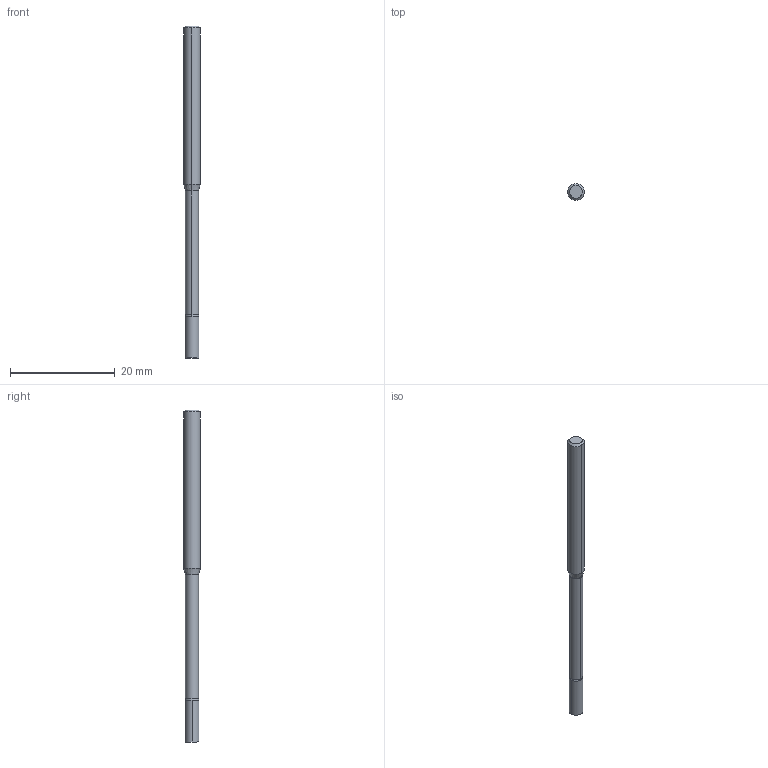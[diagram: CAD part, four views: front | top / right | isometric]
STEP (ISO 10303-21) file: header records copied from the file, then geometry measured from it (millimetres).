
FILE_DESCRIPTION (( 'STEP AP203' ), '1' );
FILE_NAME ('04318.STEP', '2024-03-08T23:07:44', ( '' ), ( '' ), 'SwSTEP 2.0', 'SolidWorks 2023', '' );
FILE_SCHEMA (( 'CONFIG_CONTROL_DESIGN' ));
Length unit declared in the file: inch
Products named in the file (1): 04318
Bounding box: 3.17 x 3.17 x 63.5 mm (x, y, z)
Volume: 410 mm3; surface area: 591.8 mm2
Topology: 2 solids, 2 shells, 18 faces, 32 edges, 18 vertices
Faces by surface type: cylinder 6, plane 4, torus 4, cone 4
Entity records: 515 total; most frequent: DIRECTION 92, CARTESIAN_POINT 69, ORIENTED_EDGE 64, AXIS2_PLACEMENT_3D 41, EDGE_CURVE 32, CIRCLE 22, EDGE_LOOP 18, VERTEX_POINT 18
